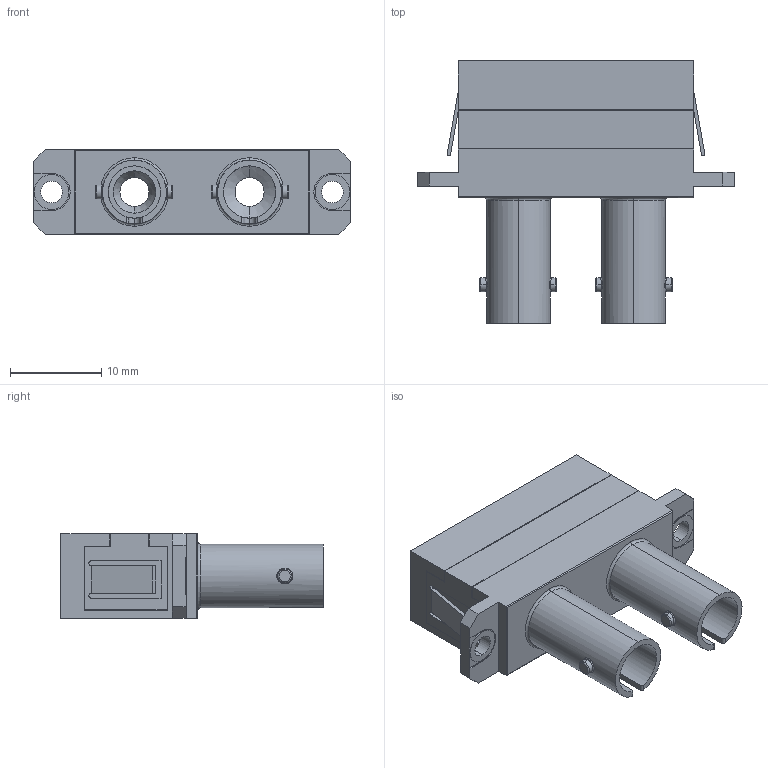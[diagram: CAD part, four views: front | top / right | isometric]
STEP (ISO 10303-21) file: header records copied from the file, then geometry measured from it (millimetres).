
FILE_DESCRIPTION (( 'STEP AP214' ), '1' );
FILE_NAME ('FOA-006.STEP', '2006-08-02T17:35:18', ( 'L-COM' ), ( 'L-COM' ), 'SwSTEP 2.0', 'SolidWorks 2006004', '' );
FILE_SCHEMA (( 'AUTOMOTIVE_DESIGN' ));
Length unit declared in the file: inch
Products named in the file (2): FOA-006
Assembly tree (1 placements, depth 2):
  FOA-006
    FOA-006
Bounding box: 34.67 x 28.7 x 9.27 mm (x, y, z)
Volume: 2522 mm3; surface area: 3938.2 mm2
Topology: 1 solids, 1 shells, 193 faces, 514 edges, 334 vertices
Faces by surface type: plane 115, cylinder 54, torus 12, bspline 8, cone 4
Entity records: 14242 total; most frequent: CARTESIAN_POINT 8393, ORIENTED_EDGE 1028, DIRECTION 966, EDGE_CURVE 514, LINE 352, VECTOR 352, VERTEX_POINT 334, AXIS2_PLACEMENT_3D 307
